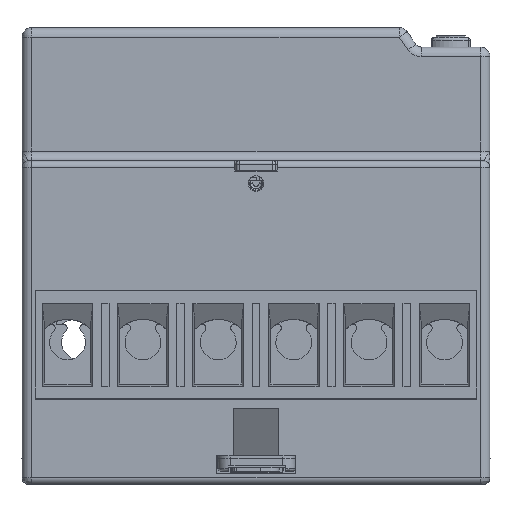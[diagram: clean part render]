
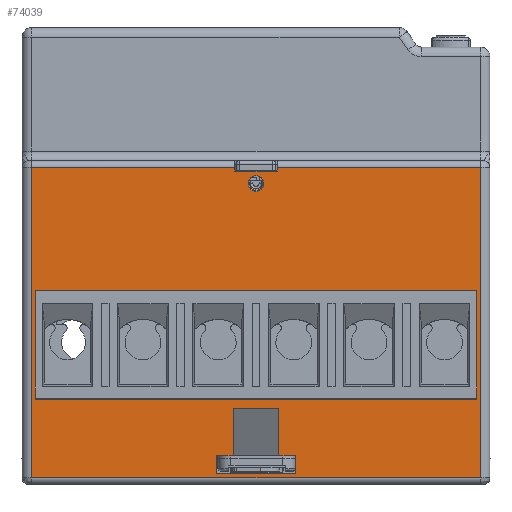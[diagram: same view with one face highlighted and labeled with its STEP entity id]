
A CAD part, front view. The second image highlights one B-rep face of the part: STEP entity #74039.
In plain terms, the highlighted planar face has unit normal (0, -1, 0).
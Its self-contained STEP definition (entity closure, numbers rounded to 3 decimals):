
#29545=CARTESIAN_POINT('',(3234.88,-622.625,-0.805));
#29546=VERTEX_POINT('',#29545);
#29553=CARTESIAN_POINT('',(3234.88,-622.625,6.514));
#29554=VERTEX_POINT('',#29553);
#29555=CARTESIAN_POINT('',(3234.88,-622.625,6.514));
#29556=DIRECTION('',(0.0,0.0,-1.0));
#29557=VECTOR('',#29556,7.32);
#29558=LINE('',#29555,#29557);
#29559=EDGE_CURVE('',#29554,#29546,#29558,.T.);
#29667=CARTESIAN_POINT('',(3237.48,-622.625,-0.805));
#29668=VERTEX_POINT('',#29667);
#29675=CARTESIAN_POINT('',(3234.88,-622.625,-0.805));
#29676=DIRECTION('',(1.0,0.0,0.0));
#29677=VECTOR('',#29676,2.6);
#29678=LINE('',#29675,#29677);
#29679=EDGE_CURVE('',#29546,#29668,#29678,.T.);
#29691=CARTESIAN_POINT('',(3227.88,-622.625,-0.805));
#29692=VERTEX_POINT('',#29691);
#29699=CARTESIAN_POINT('',(3225.28,-622.625,-0.805));
#29700=VERTEX_POINT('',#29699);
#29701=CARTESIAN_POINT('',(3225.28,-622.625,-0.805));
#29702=DIRECTION('',(1.0,0.0,0.0));
#29703=VECTOR('',#29702,2.6);
#29704=LINE('',#29701,#29703);
#29705=EDGE_CURVE('',#29700,#29692,#29704,.T.);
#31615=CARTESIAN_POINT('',(3265.33,-622.625,24.595));
#31616=VERTEX_POINT('',#31615);
#31633=CARTESIAN_POINT('',(3265.38,-622.625,24.595));
#31634=VERTEX_POINT('',#31633);
#31641=CARTESIAN_POINT('',(3265.33,-622.625,24.595));
#31642=DIRECTION('',(1.0,0.0,0.0));
#31643=VECTOR('',#31642,0.05);
#31644=LINE('',#31641,#31643);
#31645=EDGE_CURVE('',#31616,#31634,#31644,.T.);
#31686=CARTESIAN_POINT('',(3197.38,-622.625,24.595));
#31687=VERTEX_POINT('',#31686);
#31704=CARTESIAN_POINT('',(3197.43,-622.625,24.595));
#31705=VERTEX_POINT('',#31704);
#31712=CARTESIAN_POINT('',(3197.38,-622.625,24.595));
#31713=DIRECTION('',(1.0,0.0,0.0));
#31714=VECTOR('',#31713,0.05);
#31715=LINE('',#31712,#31714);
#31716=EDGE_CURVE('',#31687,#31705,#31715,.T.);
#34104=CARTESIAN_POINT('',(3228.13,-622.625,42.995));
#34105=VERTEX_POINT('',#34104);
#34112=CARTESIAN_POINT('',(3234.63,-622.625,42.995));
#34113=VERTEX_POINT('',#34112);
#34114=CARTESIAN_POINT('',(3234.63,-622.625,42.995));
#34115=DIRECTION('',(-1.0,0.0,0.0));
#34116=VECTOR('',#34115,6.5);
#34117=LINE('',#34114,#34116);
#34118=EDGE_CURVE('',#34113,#34105,#34117,.T.);
#35667=CARTESIAN_POINT('',(3196.88,-622.625,43.595));
#35668=VERTEX_POINT('',#35667);
#37908=CARTESIAN_POINT('',(3232.58,-622.625,41.095));
#37909=VERTEX_POINT('',#37908);
#37910=CARTESIAN_POINT('',(3231.38,-622.625,41.095));
#37911=DIRECTION('',(0.0,1.0,0.0));
#37912=DIRECTION('',(1.0,0.0,0.0));
#37913=AXIS2_PLACEMENT_3D('',#37910,#37911,#37912);
#37914=CIRCLE('',#37913,1.2);
#37915=EDGE_CURVE('',#37909,#37909,#37914,.T.);
#38420=CARTESIAN_POINT('',(3228.13,-622.625,43.595));
#38421=VERTEX_POINT('',#38420);
#38422=CARTESIAN_POINT('',(3228.13,-622.625,43.595));
#38423=DIRECTION('',(-1.0,0.0,0.0));
#38424=VECTOR('',#38423,31.25);
#38425=LINE('',#38422,#38424);
#38426=EDGE_CURVE('',#38421,#35668,#38425,.T.);
#38492=CARTESIAN_POINT('',(3228.13,-622.625,42.995));
#38493=DIRECTION('',(0.0,0.0,1.0));
#38494=VECTOR('',#38493,0.6);
#38495=LINE('',#38492,#38494);
#38496=EDGE_CURVE('',#34105,#38421,#38495,.T.);
#38508=CARTESIAN_POINT('',(3234.63,-622.625,43.595));
#38509=VERTEX_POINT('',#38508);
#38526=CARTESIAN_POINT('',(3234.63,-622.625,43.595));
#38527=DIRECTION('',(0.0,0.0,-1.0));
#38528=VECTOR('',#38527,0.6);
#38529=LINE('',#38526,#38528);
#38530=EDGE_CURVE('',#38509,#34113,#38529,.T.);
#53955=CARTESIAN_POINT('',(3265.88,-622.625,43.595));
#53956=VERTEX_POINT('',#53955);
#54282=CARTESIAN_POINT('',(3234.63,-622.625,43.595));
#54283=DIRECTION('',(1.0,0.0,0.0));
#54284=VECTOR('',#54283,31.25);
#54285=LINE('',#54282,#54284);
#54286=EDGE_CURVE('',#38509,#53956,#54285,.T.);
#65689=CARTESIAN_POINT('',(3265.33,-622.625,24.595));
#65690=DIRECTION('',(-1.0,0.0,0.0));
#65691=VECTOR('',#65690,67.9);
#65692=LINE('',#65689,#65691);
#65693=EDGE_CURVE('',#31616,#31705,#65692,.T.);
#73068=CARTESIAN_POINT('',(3225.28,-622.625,-3.505));
#73069=VERTEX_POINT('',#73068);
#73087=CARTESIAN_POINT('',(3225.28,-622.625,-3.505));
#73088=DIRECTION('',(0.0,0.0,1.0));
#73089=VECTOR('',#73088,2.7);
#73090=LINE('',#73087,#73089);
#73091=EDGE_CURVE('',#73069,#29700,#73090,.T.);
#73101=CARTESIAN_POINT('',(3237.48,-622.625,-3.505));
#73102=VERTEX_POINT('',#73101);
#73118=CARTESIAN_POINT('',(3237.48,-622.625,-3.505));
#73119=DIRECTION('',(-1.0,0.0,0.0));
#73120=VECTOR('',#73119,12.2);
#73121=LINE('',#73118,#73120);
#73122=EDGE_CURVE('',#73102,#73069,#73121,.T.);
#73162=CARTESIAN_POINT('',(3237.48,-622.625,-0.805));
#73163=DIRECTION('',(0.0,0.0,-1.0));
#73164=VECTOR('',#73163,2.7);
#73165=LINE('',#73162,#73164);
#73166=EDGE_CURVE('',#29668,#73102,#73165,.T.);
#73913=CARTESIAN_POINT('',(3227.88,-622.625,6.514));
#73914=VERTEX_POINT('',#73913);
#73915=CARTESIAN_POINT('',(3227.88,-622.625,6.514));
#73916=DIRECTION('',(1.0,0.0,0.0));
#73917=VECTOR('',#73916,7.);
#73918=LINE('',#73915,#73917);
#73919=EDGE_CURVE('',#73914,#29554,#73918,.T.);
#73938=CARTESIAN_POINT('',(3227.88,-622.625,-0.805));
#73939=DIRECTION('',(0.0,0.0,1.0));
#73940=VECTOR('',#73939,7.32);
#73941=LINE('',#73938,#73940);
#73942=EDGE_CURVE('',#29692,#73914,#73941,.T.);
#73949=CARTESIAN_POINT('',(3267.38,-622.625,65.095));
#73950=DIRECTION('',(0.0,-1.0,0.0));
#73951=DIRECTION('',(0.0,0.0,-1.0));
#73952=AXIS2_PLACEMENT_3D('',#73949,#73950,#73951);
#73953=PLANE('',#73952);
#73954=CARTESIAN_POINT('',(3196.88,-622.625,24.595));
#73955=VERTEX_POINT('',#73954);
#73956=CARTESIAN_POINT('',(3196.88,-622.625,-4.205));
#73957=VERTEX_POINT('',#73956);
#73958=CARTESIAN_POINT('',(3196.88,-622.625,24.595));
#73959=DIRECTION('',(0.,0.0,-1.0));
#73960=VECTOR('',#73959,28.8);
#73961=LINE('',#73958,#73960);
#73962=EDGE_CURVE('',#73955,#73957,#73961,.T.);
#73963=ORIENTED_EDGE('',*,*,#73962,.T.);
#73964=CARTESIAN_POINT('',(3265.88,-622.625,-4.205));
#73965=VERTEX_POINT('',#73964);
#73966=CARTESIAN_POINT('',(3196.88,-622.625,-4.205));
#73967=DIRECTION('',(1.0,0.0,0.0));
#73968=VECTOR('',#73967,69.);
#73969=LINE('',#73966,#73968);
#73970=EDGE_CURVE('',#73957,#73965,#73969,.T.);
#73971=ORIENTED_EDGE('',*,*,#73970,.T.);
#73972=CARTESIAN_POINT('',(3265.88,-622.625,24.595));
#73973=VERTEX_POINT('',#73972);
#73974=CARTESIAN_POINT('',(3265.88,-622.625,-4.205));
#73975=DIRECTION('',(0.,0.0,1.0));
#73976=VECTOR('',#73975,28.8);
#73977=LINE('',#73974,#73976);
#73978=EDGE_CURVE('',#73965,#73973,#73977,.T.);
#73979=ORIENTED_EDGE('',*,*,#73978,.T.);
#73980=CARTESIAN_POINT('',(3265.88,-622.625,24.595));
#73981=DIRECTION('',(0.0,0.0,1.0));
#73982=VECTOR('',#73981,19.);
#73983=LINE('',#73980,#73982);
#73984=EDGE_CURVE('',#73973,#53956,#73983,.T.);
#73985=ORIENTED_EDGE('',*,*,#73984,.T.);
#73986=ORIENTED_EDGE('',*,*,#54286,.F.);
#73987=ORIENTED_EDGE('',*,*,#38530,.T.);
#73988=ORIENTED_EDGE('',*,*,#34118,.T.);
#73989=ORIENTED_EDGE('',*,*,#38496,.T.);
#73990=ORIENTED_EDGE('',*,*,#38426,.T.);
#73991=CARTESIAN_POINT('',(3196.88,-622.625,43.595));
#73992=DIRECTION('',(0.0,0.0,-1.0));
#73993=VECTOR('',#73992,19.);
#73994=LINE('',#73991,#73993);
#73995=EDGE_CURVE('',#35668,#73955,#73994,.T.);
#73996=ORIENTED_EDGE('',*,*,#73995,.T.);
#73997=EDGE_LOOP('',(#73963,#73971,#73979,#73985,#73986,#73987,#73988,#73989,#73990,#73996));
#73998=FACE_OUTER_BOUND('',#73997,.T.);
#73999=ORIENTED_EDGE('',*,*,#37915,.T.);
#74000=EDGE_LOOP('',(#73999));
#74001=FACE_BOUND('',#74000,.T.);
#74002=ORIENTED_EDGE('',*,*,#31716,.T.);
#74003=ORIENTED_EDGE('',*,*,#65693,.F.);
#74004=ORIENTED_EDGE('',*,*,#31645,.T.);
#74005=CARTESIAN_POINT('',(3265.38,-622.625,7.895));
#74006=VERTEX_POINT('',#74005);
#74007=CARTESIAN_POINT('',(3265.38,-622.625,24.595));
#74008=DIRECTION('',(0.0,0.0,-1.0));
#74009=VECTOR('',#74008,16.7);
#74010=LINE('',#74007,#74009);
#74011=EDGE_CURVE('',#31634,#74006,#74010,.T.);
#74012=ORIENTED_EDGE('',*,*,#74011,.T.);
#74013=CARTESIAN_POINT('',(3197.38,-622.625,7.895));
#74014=VERTEX_POINT('',#74013);
#74015=CARTESIAN_POINT('',(3265.38,-622.625,7.895));
#74016=DIRECTION('',(-1.0,0.0,0.0));
#74017=VECTOR('',#74016,68.);
#74018=LINE('',#74015,#74017);
#74019=EDGE_CURVE('',#74006,#74014,#74018,.T.);
#74020=ORIENTED_EDGE('',*,*,#74019,.T.);
#74021=CARTESIAN_POINT('',(3197.38,-622.625,7.895));
#74022=DIRECTION('',(0.0,0.0,1.0));
#74023=VECTOR('',#74022,16.7);
#74024=LINE('',#74021,#74023);
#74025=EDGE_CURVE('',#74014,#31687,#74024,.T.);
#74026=ORIENTED_EDGE('',*,*,#74025,.T.);
#74027=EDGE_LOOP('',(#74002,#74003,#74004,#74012,#74020,#74026));
#74028=FACE_BOUND('',#74027,.T.);
#74029=ORIENTED_EDGE('',*,*,#29559,.T.);
#74030=ORIENTED_EDGE('',*,*,#29679,.T.);
#74031=ORIENTED_EDGE('',*,*,#73166,.T.);
#74032=ORIENTED_EDGE('',*,*,#73122,.T.);
#74033=ORIENTED_EDGE('',*,*,#73091,.T.);
#74034=ORIENTED_EDGE('',*,*,#29705,.T.);
#74035=ORIENTED_EDGE('',*,*,#73942,.T.);
#74036=ORIENTED_EDGE('',*,*,#73919,.T.);
#74037=EDGE_LOOP('',(#74029,#74030,#74031,#74032,#74033,#74034,#74035,#74036));
#74038=FACE_BOUND('',#74037,.T.);
#74039=ADVANCED_FACE('',(#73998,#74001,#74028,#74038),#73953,.T.);
